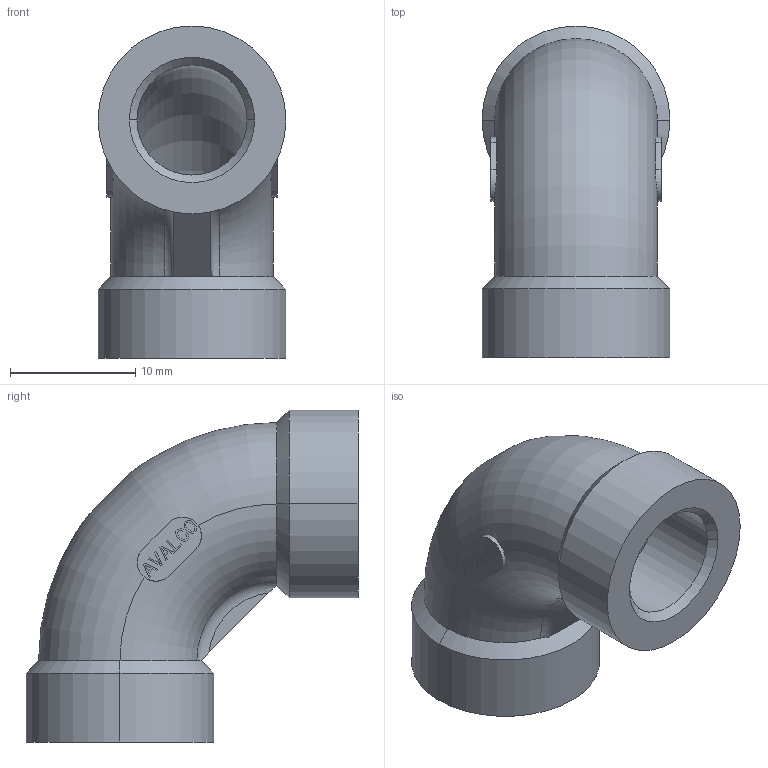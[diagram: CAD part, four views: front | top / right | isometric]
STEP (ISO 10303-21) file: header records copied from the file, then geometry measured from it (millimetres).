
FILE_DESCRIPTION(( 'RX.21.18.18.stp' ), '1');
FILE_NAME( 'RX.21.18.18.stp', '2018-10-10T14:42:23',( 'Sopra'),('sopra-pneumatic.com'), 'SwSTEP 2.0','SolidWorks 2009','' );
FILE_SCHEMA(('CONFIG_CONTROL_DESIGN'));
Length unit declared in the file: millimetre
Products named in the file (1): DS013-G18
Bounding box: 15 x 26.5 x 26.5 mm (x, y, z)
Volume: 2908.8 mm3; surface area: 2590.6 mm2
Topology: 1 solids, 1 shells, 266 faces, 724 edges, 478 vertices
Faces by surface type: plane 239, cylinder 12, cone 8, torus 7
Entity records: 8073 total; most frequent: CARTESIAN_POINT 1536, ORIENTED_EDGE 1448, DIRECTION 1138, EDGE_CURVE 724, VECTOR 656, LINE 656, VERTEX_POINT 478, EDGE_LOOP 286
